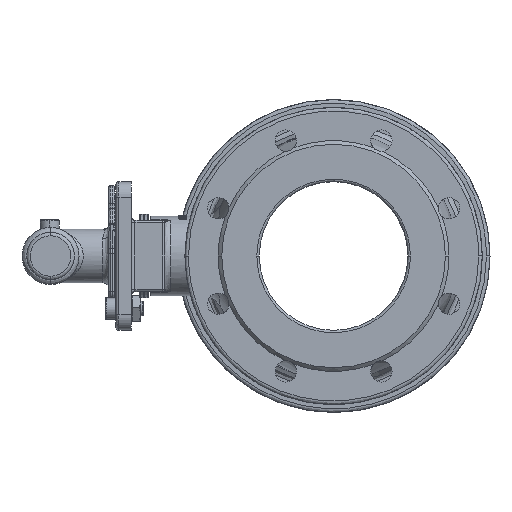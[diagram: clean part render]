
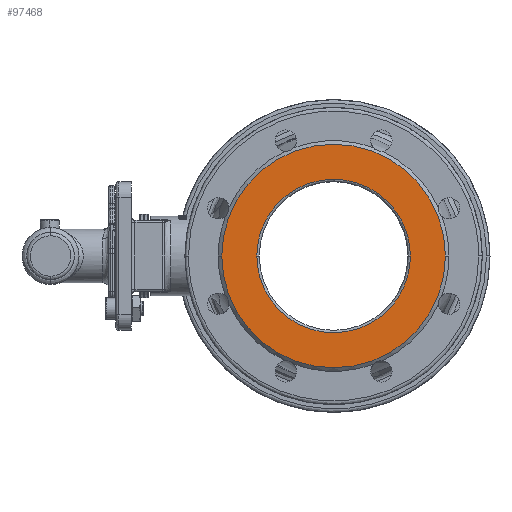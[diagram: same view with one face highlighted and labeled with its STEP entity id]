
A CAD part, left-side view. The second image highlights one B-rep face of the part: STEP entity #97468.
In plain terms, the highlighted planar face has unit normal (-1, 0, 0).
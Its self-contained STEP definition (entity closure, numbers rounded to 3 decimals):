
#937 = CIRCLE ( 'NONE', #91170, 94. ) ;
#10828 = CARTESIAN_POINT ( 'NONE',  ( -153., 0., 0. ) ) ;
#15219 = CARTESIAN_POINT ( 'NONE',  ( -153., -64.5, 0. ) ) ;
#15337 = CARTESIAN_POINT ( 'NONE',  ( -153., 94., 0. ) ) ;
#16529 = CARTESIAN_POINT ( 'NONE',  ( -153., -64.5, -129. ) ) ;
#22760 = DIRECTION ( 'NONE',  ( 1., 0., 0. ) ) ;
#24885 = CARTESIAN_POINT ( 'NONE',  ( -153., -64.5, 0. ) ) ;
#29286 = DIRECTION ( 'NONE',  ( 1., 0., 0. ) ) ;
#30826 = CARTESIAN_POINT ( 'NONE',  ( -153., 94., 0. ) ) ;
#34450 = FACE_OUTER_BOUND ( 'NONE', #109374, .T. ) ;
#35612 = CARTESIAN_POINT ( 'NONE',  ( -153., 64.5, 129. ) ) ;
#35625 = CARTESIAN_POINT ( 'NONE',  ( -153., 64.5, 0. ) ) ;
#46434 =( BOUNDED_CURVE ( )  B_SPLINE_CURVE ( 3, ( #54044, #65797, #16529, #15219 ),
 .UNSPECIFIED., .F., .F. ) 
 B_SPLINE_CURVE_WITH_KNOTS ( ( 4, 4 ),
 ( 0., 1. ),
 .UNSPECIFIED. ) 
 CURVE ( )  GEOMETRIC_REPRESENTATION_ITEM ( )  RATIONAL_B_SPLINE_CURVE ( ( 1., 0.333, 0.333, 1. ) ) 
 REPRESENTATION_ITEM ( '' )  );
#46862 = FACE_BOUND ( 'NONE', #96651, .T. ) ;
#47631 = VERTEX_POINT ( 'NONE', #24885 ) ;
#53382 =( BOUNDED_CURVE ( )  B_SPLINE_CURVE ( 3, ( #66449, #106533, #35612, #84215 ),
 .UNSPECIFIED., .F., .F. ) 
 B_SPLINE_CURVE_WITH_KNOTS ( ( 4, 4 ),
 ( 0., 1. ),
 .UNSPECIFIED. ) 
 CURVE ( )  GEOMETRIC_REPRESENTATION_ITEM ( )  RATIONAL_B_SPLINE_CURVE ( ( 1., 0.333, 0.333, 1. ) ) 
 REPRESENTATION_ITEM ( '' )  );
#54044 = CARTESIAN_POINT ( 'NONE',  ( -153., 64.5, 0. ) ) ;
#55701 = ORIENTED_EDGE ( 'NONE', *, *, #122924, .F. ) ;
#57375 = DIRECTION ( 'NONE',  ( 1., 0., 0. ) ) ;
#59589 = VERTEX_POINT ( 'NONE', #30826 ) ;
#59805 = EDGE_CURVE ( 'NONE', #78491, #59589, #128231, .T. ) ;
#63595 = CARTESIAN_POINT ( 'NONE',  ( -153., -94., 0. ) ) ;
#65797 = CARTESIAN_POINT ( 'NONE',  ( -153., 64.5, -129. ) ) ;
#66449 = CARTESIAN_POINT ( 'NONE',  ( -153., -64.5, 0. ) ) ;
#78491 = VERTEX_POINT ( 'NONE', #63595 ) ;
#80476 = DIRECTION ( 'NONE',  ( 0., 1., 0. ) ) ;
#81866 = DIRECTION ( 'NONE',  ( 0., 1., 0. ) ) ;
#82880 = ORIENTED_EDGE ( 'NONE', *, *, #90057, .F. ) ;
#84215 = CARTESIAN_POINT ( 'NONE',  ( -153., 64.5, 0. ) ) ;
#86929 = PLANE ( 'NONE',  #106094 ) ;
#90057 = EDGE_CURVE ( 'NONE', #90086, #47631, #46434, .T. ) ;
#90086 = VERTEX_POINT ( 'NONE', #35625 ) ;
#91170 = AXIS2_PLACEMENT_3D ( 'NONE', #10828, #29286, #80476 ) ;
#96651 = EDGE_LOOP ( 'NONE', ( #82880, #55701 ) ) ;
#97468 = ADVANCED_FACE ( 'NONE', ( #34450, #46862 ), #86929, .F. ) ;
#103223 = ORIENTED_EDGE ( 'NONE', *, *, #118913, .F. ) ;
#104821 = CARTESIAN_POINT ( 'NONE',  ( -153., 0., 0. ) ) ;
#106094 = AXIS2_PLACEMENT_3D ( 'NONE', #15337, #57375, #115896 ) ;
#106533 = CARTESIAN_POINT ( 'NONE',  ( -153., -64.5, 129. ) ) ;
#109374 = EDGE_LOOP ( 'NONE', ( #103223, #111968 ) ) ;
#111968 = ORIENTED_EDGE ( 'NONE', *, *, #59805, .F. ) ;
#115636 = AXIS2_PLACEMENT_3D ( 'NONE', #104821, #22760, #81866 ) ;
#115896 = DIRECTION ( 'NONE',  ( 0., 1., 0. ) ) ;
#118913 = EDGE_CURVE ( 'NONE', #59589, #78491, #937, .T. ) ;
#122924 = EDGE_CURVE ( 'NONE', #47631, #90086, #53382, .T. ) ;
#128231 = CIRCLE ( 'NONE', #115636, 94. ) ;
